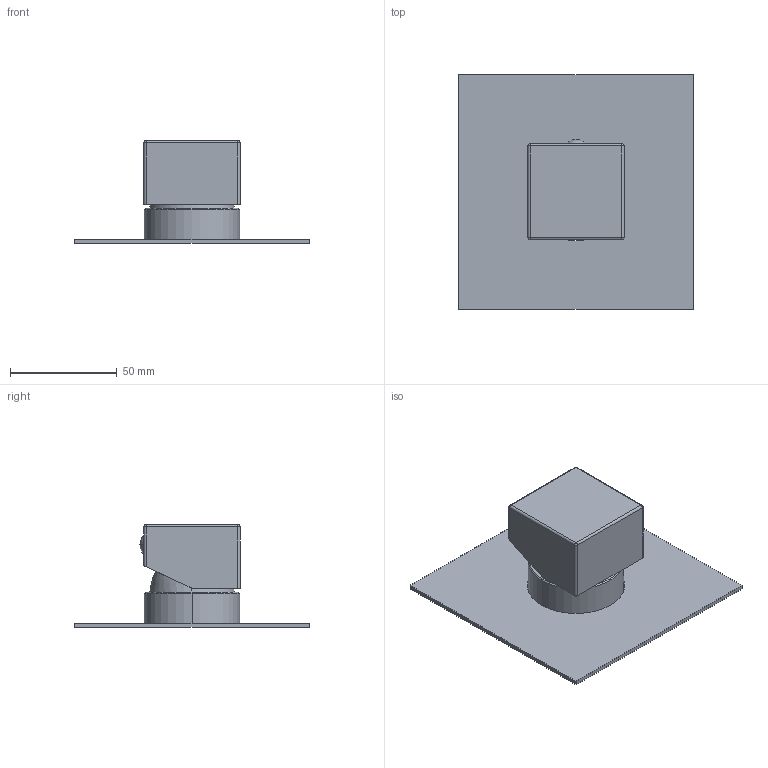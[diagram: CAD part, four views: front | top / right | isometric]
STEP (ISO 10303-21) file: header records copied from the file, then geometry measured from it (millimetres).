
FILE_DESCRIPTION((''),'2;1');
FILE_NAME('LEC010CR-M','2021-11-02T15:53:30',('ut3'),('PAFFONI SpA'),'CREO PARAMETRIC BY PTC INC, 2020044','CREO PARAMETRIC BY PTC INC, 2020044','');
FILE_SCHEMA(('CONFIG_CONTROL_DESIGN','SHAPE_APPEARANCE_LAYERS_GROUPS'));
Length unit declared in the file: millimetre
Products named in the file (1): LEC010CR-M
Bounding box: 110 x 110 x 48.1 mm (x, y, z)
Volume: 66187.1 mm3; surface area: 52870.6 mm2
Topology: 2 solids, 2 shells, 842 faces, 2299 edges, 1469 vertices
Faces by surface type: plane 544, cylinder 180, torus 66, cone 44, sphere 6, bspline 2
Entity records: 34533 total; most frequent: CARTESIAN_POINT 7510, ORIENTED_EDGE 4586, DIRECTION 4193, EDGE_CURVE 2293, VERTEX_POINT 1469, AXIS2_PLACEMENT_3D 1415, VECTOR 1363, LINE 1363
